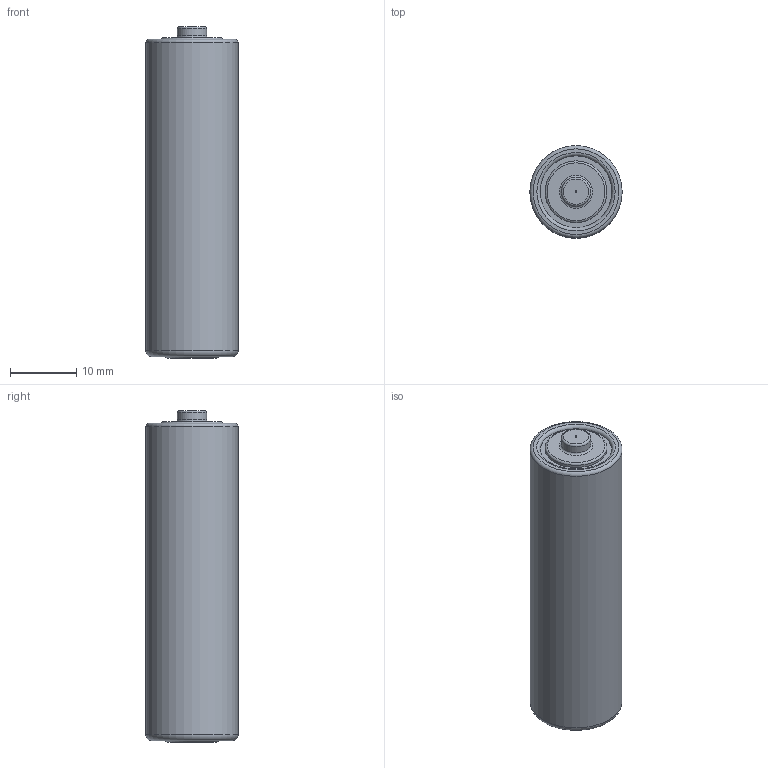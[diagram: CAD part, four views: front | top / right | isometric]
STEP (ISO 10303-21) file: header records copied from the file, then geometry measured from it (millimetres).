
FILE_DESCRIPTION(/* description */ ('STEP AP242','CAx-IF Rec.Pracs.---Representation and Presentation of Product Manufacturing Information (PMI)---4.0---2014-10-13','CAx-IF Rec.Pracs.---3D Tessellated Geometry---0.4---2014-09-14','2;1'),/* implementation_level */ '2;1');
FILE_NAME(/* name */ '64d0e89b08900129e3a01f99',/* time_stamp */ '2023-08-07T12:50:36Z',/* author */ (''),/* organization */ (''),/* preprocessor_version */ 'ST-DEVELOPER v19.4',/* originating_system */ ' ',/* authorisation */ ' ');
FILE_SCHEMA (('AP242_MANAGED_MODEL_BASED_3D_ENGINEERING_MIM_LF { 1 0 10303 442 1 1 4 }'));
Length unit declared in the file: metre
Products named in the file (3): Part 3; Part 2; Part 1
Bounding box: 13.9 x 13.9 x 50 mm (x, y, z)
Volume: 7264.6 mm3; surface area: 2672.3 mm2
Topology: 3 solids, 3 shells, 28 faces, 45 edges, 28 vertices
Faces by surface type: torus 12, plane 11, cylinder 5
Full cylindrical faces by diameter (mm): 4.4 x1, 8.2 x1, 9.3 x1, 10.4 x1, 13.9 x1
Entity records: 607 total; most frequent: DIRECTION 112, CARTESIAN_POINT 81, AXIS2_PLACEMENT_3D 56, ORIENTED_EDGE 50, EDGE_LOOP 50, FACE_BOUND 50, ADVANCED_FACE 28, EDGE_CURVE 25
